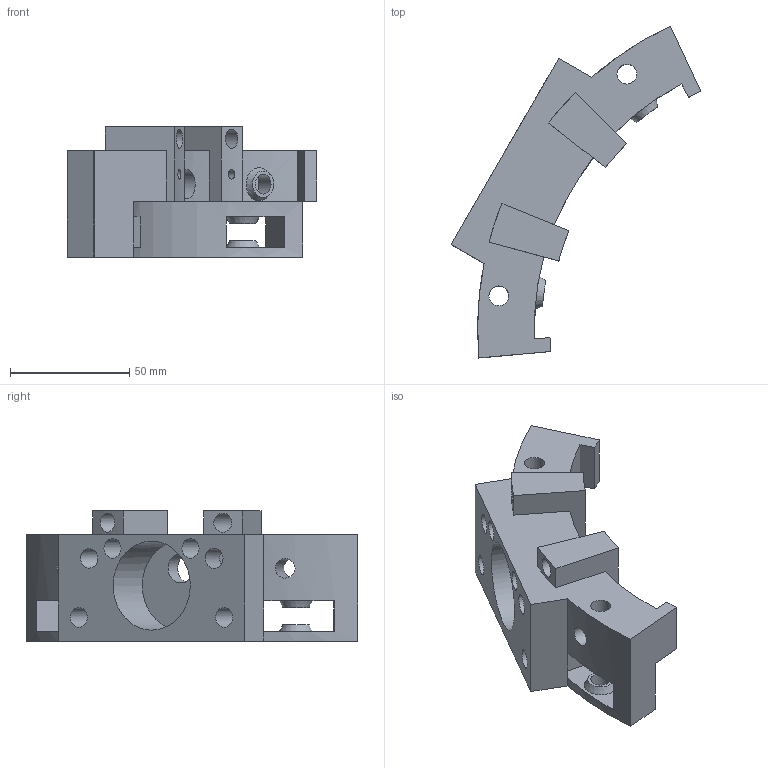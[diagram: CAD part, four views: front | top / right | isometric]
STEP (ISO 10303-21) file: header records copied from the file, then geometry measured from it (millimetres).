
FILE_DESCRIPTION(('STEP AP214'), '1');
FILE_NAME('Carriage (V2.1)', '', ('UNSPECIFIED'), ('UNSPECIFIED'), 'C3D Converter', 'C3D Toolkit', '');
FILE_SCHEMA(('AUTOMOTIVE_DESIGN { 1 0 10303 214 3 1 1}'));
Length unit declared in the file: millimetre
Bounding box: 105.01 x 139.38 x 54.8 mm (x, y, z)
Volume: 145808.4 mm3; surface area: 41915.3 mm2
Topology: 1 solids, 1 shells, 82 faces, 243 edges, 174 vertices
Faces by surface type: plane 40, cylinder 36, cone 6
Full cylindrical faces by diameter (mm): 4 x2, 8 x2, 8.2 x1, 8.3 x10, 8.5 x1, 12.3 x1, 37.4 x1
Entity records: 5633 total; most frequent: CARTESIAN_POINT 3551, DIRECTION 396, ORIENTED_EDGE 368, EDGE_CURVE 184, AXIS2_PLACEMENT_3D 159, EDGE_LOOP 146, VERTEX_POINT 138, FACE_BOUND 100
